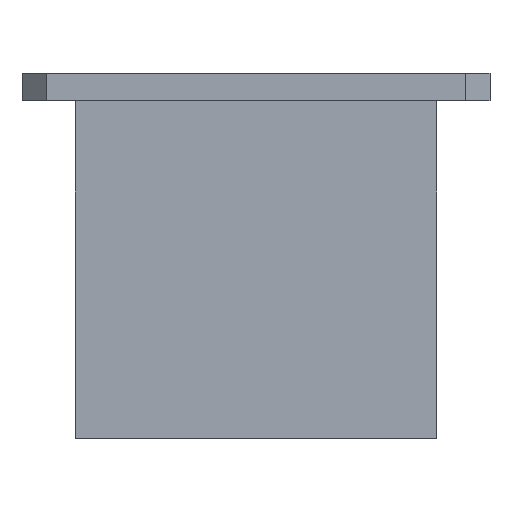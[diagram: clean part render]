
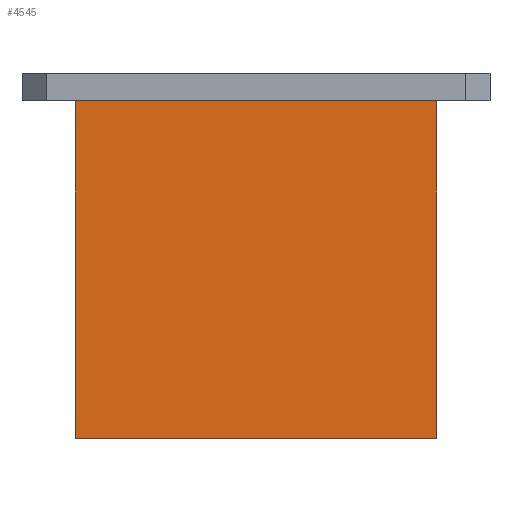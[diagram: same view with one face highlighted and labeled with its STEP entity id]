
A CAD part, front view. The second image highlights one B-rep face of the part: STEP entity #4545.
In plain terms, the highlighted planar face has unit normal (0, -1, 0).
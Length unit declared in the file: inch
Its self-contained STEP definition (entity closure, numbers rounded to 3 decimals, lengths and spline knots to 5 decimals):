
#230 = CARTESIAN_POINT ( 'NONE',  ( 1.485, -0.735, -3. ) ) ;
#552 = DIRECTION ( 'NONE',  ( 1., 0., 0. ) ) ;
#599 = CARTESIAN_POINT ( 'NONE',  ( -1.485, -0.735, -3. ) ) ;
#883 = CARTESIAN_POINT ( 'NONE',  ( 1.485, -0.735, -3. ) ) ;
#898 = VERTEX_POINT ( 'NONE', #2851 ) ;
#1137 = VERTEX_POINT ( 'NONE', #3405 ) ;
#1905 = CARTESIAN_POINT ( 'NONE',  ( -1.485, -0.735, -3. ) ) ;
#2105 = DIRECTION ( 'NONE',  ( 0., 0., 1. ) ) ;
#2215 = LINE ( 'NONE', #5848, #3779 ) ;
#2405 = VECTOR ( 'NONE', #552, 39.37008 ) ;
#2851 = CARTESIAN_POINT ( 'NONE',  ( -1.485, -0.735, -0.225 ) ) ;
#3180 = ORIENTED_EDGE ( 'NONE', *, *, #6473, .T. ) ;
#3394 = EDGE_CURVE ( 'NONE', #1137, #898, #2215, .T. ) ;
#3405 = CARTESIAN_POINT ( 'NONE',  ( 1.485, -0.735, -0.225 ) ) ;
#3655 = CARTESIAN_POINT ( 'NONE',  ( -1.485, -0.735, -3. ) ) ;
#3695 = DIRECTION ( 'NONE',  ( 0., -1., 0. ) ) ;
#3779 = VECTOR ( 'NONE', #7851, 39.37008 ) ;
#3907 = CARTESIAN_POINT ( 'NONE',  ( -1.485, -0.735, -3. ) ) ;
#4044 = ORIENTED_EDGE ( 'NONE', *, *, #5176, .T. ) ;
#4354 = VECTOR ( 'NONE', #5178, 39.37008 ) ;
#4545 = ADVANCED_FACE ( 'NONE', ( #6802 ), #6838, .T. ) ;
#4603 = VERTEX_POINT ( 'NONE', #599 ) ;
#5176 = EDGE_CURVE ( 'NONE', #4603, #6462, #6829, .T. ) ;
#5178 = DIRECTION ( 'NONE',  ( 0., 0., 1. ) ) ;
#5363 = EDGE_LOOP ( 'NONE', ( #3180, #7974, #6289, #4044 ) ) ;
#5848 = CARTESIAN_POINT ( 'NONE',  ( 0., -0.735, -0.225 ) ) ;
#6289 = ORIENTED_EDGE ( 'NONE', *, *, #7292, .F. ) ;
#6462 = VERTEX_POINT ( 'NONE', #883 ) ;
#6473 = EDGE_CURVE ( 'NONE', #6462, #1137, #6967, .T. ) ;
#6726 = DIRECTION ( 'NONE',  ( 0., 0., -1. ) ) ;
#6802 = FACE_OUTER_BOUND ( 'NONE', #5363, .T. ) ;
#6829 = LINE ( 'NONE', #3655, #2405 ) ;
#6838 = PLANE ( 'NONE',  #7402 ) ;
#6967 = LINE ( 'NONE', #230, #7173 ) ;
#7173 = VECTOR ( 'NONE', #2105, 39.37008 ) ;
#7292 = EDGE_CURVE ( 'NONE', #4603, #898, #7589, .T. ) ;
#7402 = AXIS2_PLACEMENT_3D ( 'NONE', #1905, #3695, #6726 ) ;
#7589 = LINE ( 'NONE', #3907, #4354 ) ;
#7851 = DIRECTION ( 'NONE',  ( -1., 0., 0. ) ) ;
#7974 = ORIENTED_EDGE ( 'NONE', *, *, #3394, .T. ) ;
